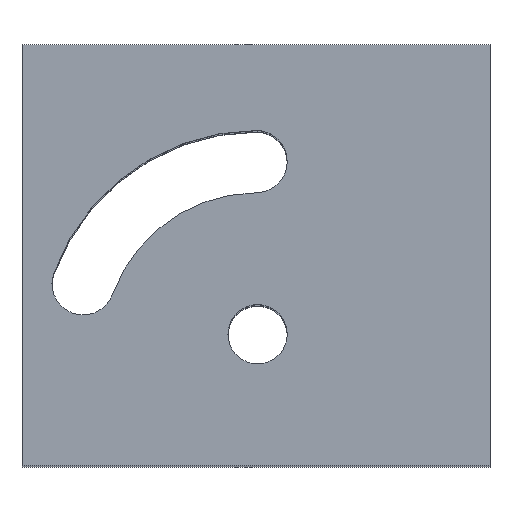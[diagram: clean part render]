
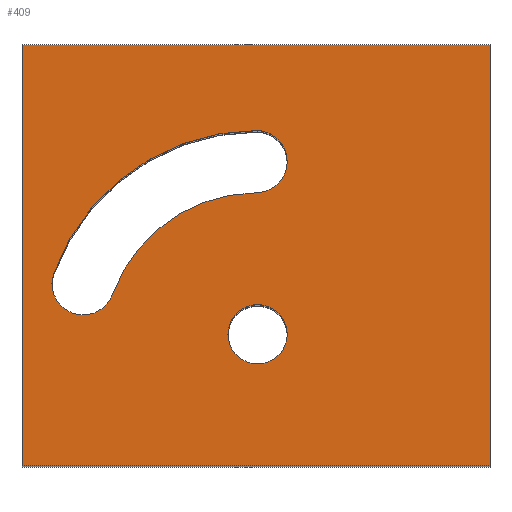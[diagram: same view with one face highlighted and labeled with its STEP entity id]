
A CAD part, top view. The second image highlights one B-rep face of the part: STEP entity #409.
In plain terms, the highlighted planar face has unit normal (0, 0, 1).
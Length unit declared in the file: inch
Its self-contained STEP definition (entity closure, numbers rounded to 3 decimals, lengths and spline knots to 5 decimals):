
#23=PLANE('',#454);
#33=LINE('',#643,#65);
#51=LINE('',#678,#83);
#54=LINE('',#685,#86);
#56=LINE('',#688,#88);
#65=VECTOR('',#534,0.75);
#83=VECTOR('',#562,0.675);
#86=VECTOR('',#569,0.675);
#88=VECTOR('',#573,0.75);
#99=FACE_BOUND('',#153,.T.);
#100=FACE_BOUND('',#154,.T.);
#121=FACE_OUTER_BOUND('',#152,.T.);
#152=EDGE_LOOP('',(#365,#366,#367,#368));
#153=EDGE_LOOP('',(#369));
#154=EDGE_LOOP('',(#370,#371,#372,#373));
#157=CIRCLE('',#414,0.0475);
#162=CIRCLE('',#421,0.34744);
#166=CIRCLE('',#427,0.05);
#170=CIRCLE('',#433,0.04996);
#172=CIRCLE('',#436,0.24751);
#179=VERTEX_POINT('',#578);
#185=VERTEX_POINT('',#591);
#186=VERTEX_POINT('',#593);
#192=VERTEX_POINT('',#608);
#196=VERTEX_POINT('',#620);
#201=VERTEX_POINT('',#641);
#202=VERTEX_POINT('',#642);
#214=VERTEX_POINT('',#676);
#216=VERTEX_POINT('',#684);
#217=EDGE_CURVE('',#179,#179,#157,.T.);
#223=EDGE_CURVE('',#186,#185,#162,.T.);
#231=EDGE_CURVE('',#185,#192,#166,.T.);
#236=EDGE_CURVE('',#196,#186,#170,.T.);
#239=EDGE_CURVE('',#192,#196,#172,.T.);
#247=EDGE_CURVE('',#201,#202,#33,.T.);
#265=EDGE_CURVE('',#214,#201,#51,.T.);
#268=EDGE_CURVE('',#216,#202,#54,.T.);
#270=EDGE_CURVE('',#214,#216,#56,.T.);
#365=ORIENTED_EDGE('',*,*,#270,.T.);
#366=ORIENTED_EDGE('',*,*,#268,.T.);
#367=ORIENTED_EDGE('',*,*,#247,.F.);
#368=ORIENTED_EDGE('',*,*,#265,.F.);
#369=ORIENTED_EDGE('',*,*,#217,.T.);
#370=ORIENTED_EDGE('',*,*,#239,.T.);
#371=ORIENTED_EDGE('',*,*,#236,.T.);
#372=ORIENTED_EDGE('',*,*,#223,.T.);
#373=ORIENTED_EDGE('',*,*,#231,.T.);
#409=ADVANCED_FACE('',(#121,#99,#100),#23,.T.);
#414=AXIS2_PLACEMENT_3D('',#579,#460,#461);
#421=AXIS2_PLACEMENT_3D('',#594,#475,#476);
#427=AXIS2_PLACEMENT_3D('',#610,#491,#492);
#433=AXIS2_PLACEMENT_3D('',#621,#504,#505);
#436=AXIS2_PLACEMENT_3D('',#625,#511,#512);
#454=AXIS2_PLACEMENT_3D('',#687,#571,#572);
#460=DIRECTION('center_axis',(0.,0.,-1.));
#461=DIRECTION('ref_axis',(-1.,0.,0.));
#475=DIRECTION('center_axis',(0.,0.,-1.));
#476=DIRECTION('ref_axis',(0.,1.,0.));
#491=DIRECTION('center_axis',(0.,0.,-1.));
#492=DIRECTION('ref_axis',(0.009,-1.,0.));
#504=DIRECTION('center_axis',(0.,0.,-1.));
#505=DIRECTION('ref_axis',(-0.94,0.342,0.));
#511=DIRECTION('center_axis',(0.,0.,1.));
#512=DIRECTION('ref_axis',(0.009,-1.,0.));
#534=DIRECTION('',(1.,0.,0.));
#562=DIRECTION('',(0.,1.,0.));
#569=DIRECTION('',(0.,1.,0.));
#571=DIRECTION('center_axis',(0.,0.,1.));
#572=DIRECTION('ref_axis',(1.,0.,0.));
#573=DIRECTION('',(1.,0.,0.));
#578=CARTESIAN_POINT('',(-0.32495,0.21078,0.15));
#579=CARTESIAN_POINT('Origin',(-0.37245,0.21078,0.15));
#591=CARTESIAN_POINT('',(-0.37245,0.53744,0.15));
#593=CARTESIAN_POINT('',(-0.69894,0.30883,0.15));
#594=CARTESIAN_POINT('Origin',(-0.37245,0.19,0.15));
#608=CARTESIAN_POINT('',(-0.37457,0.4375,0.15));
#610=CARTESIAN_POINT('Origin',(-0.375,0.4875,0.15));
#620=CARTESIAN_POINT('',(-0.60504,0.27465,0.15));
#621=CARTESIAN_POINT('Origin',(-0.65199,0.29174,0.15));
#625=CARTESIAN_POINT('Origin',(-0.37245,0.19,0.15));
#641=CARTESIAN_POINT('',(-0.75,0.675,0.15));
#642=CARTESIAN_POINT('',(0.,0.675,0.15));
#643=CARTESIAN_POINT('',(-0.75,0.675,0.15));
#676=CARTESIAN_POINT('',(-0.75,0.,0.15));
#678=CARTESIAN_POINT('',(-0.75,0.,0.15));
#684=CARTESIAN_POINT('',(0.,0.,0.15));
#685=CARTESIAN_POINT('',(0.,0.,0.15));
#687=CARTESIAN_POINT('Origin',(-0.75,0.,0.15));
#688=CARTESIAN_POINT('',(-0.75,0.,0.15));
